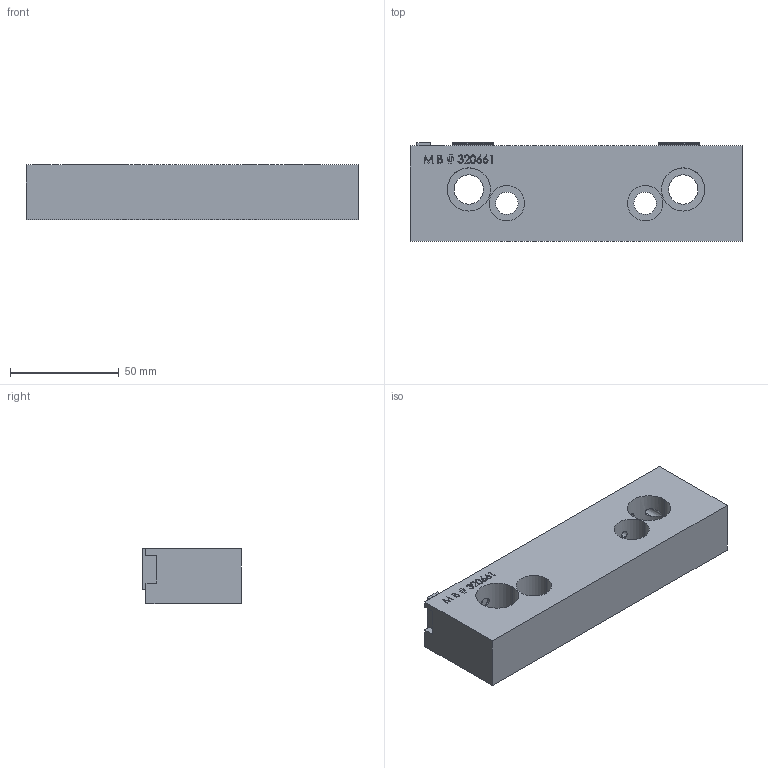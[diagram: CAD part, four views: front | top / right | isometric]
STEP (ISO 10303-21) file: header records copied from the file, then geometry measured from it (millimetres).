
FILE_DESCRIPTION (( 'STEP AP214' ), '1' );
FILE_NAME ('32066.STEP', '2024-10-22T17:58:47', ( '' ), ( '' ), 'SwSTEP 2.0', 'SolidWorks 2021', '' );
FILE_SCHEMA (( 'AUTOMOTIVE_DESIGN' ));
Length unit declared in the file: inch
Products named in the file (8): 320501_320501; 32066; 320661_320661; M58MM LHCS_M58MM LHCS; 33050_33050; 32020_32020; 320201_320201; 103238 LHCS_103238 LHCS
Assembly tree (8 placements, depth 3):
  32066
    33050_33050  x2
      320501_320501
      M58MM LHCS_M58MM LHCS
    32020_32020
      320201_320201
      103238 LHCS_103238 LHCS
    320661_320661
Bounding box: 152.4 x 45.31 x 25.27 mm (x, y, z)
Volume: 140518.7 mm3; surface area: 34384.9 mm2
Topology: 7 solids, 7 shells, 518 faces, 1312 edges, 828 vertices
Faces by surface type: plane 199, cylinder 168, cone 86, bspline 65
Entity records: 20738 total; most frequent: CARTESIAN_POINT 10622, ORIENTED_EDGE 2114, DIRECTION 1692, EDGE_CURVE 1057, VERTEX_POINT 677, VECTOR 606, LINE 606, AXIS2_PLACEMENT_3D 543
